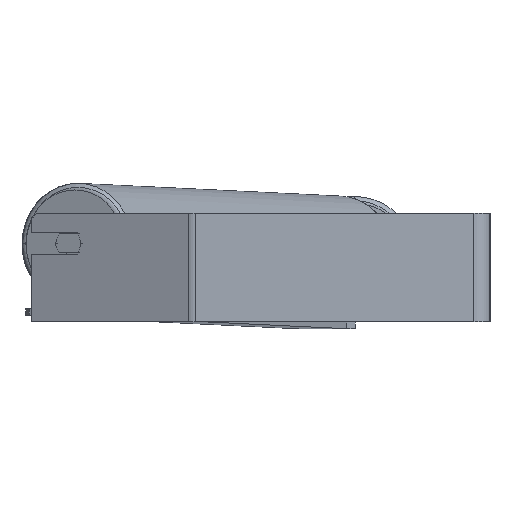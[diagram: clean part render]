
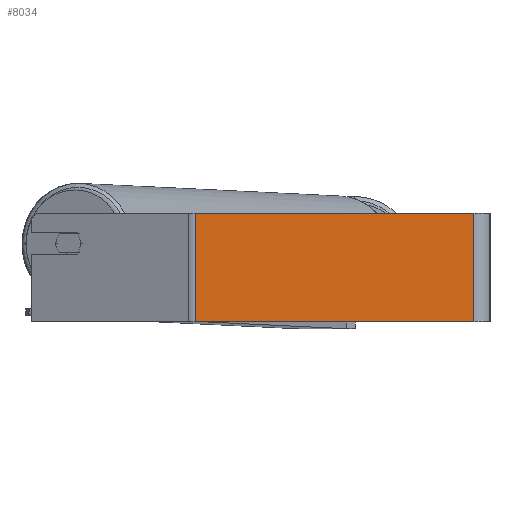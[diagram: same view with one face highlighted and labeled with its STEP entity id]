
A CAD part, left-side view. The second image highlights one B-rep face of the part: STEP entity #8034.
In plain terms, the highlighted planar face has unit normal (-1, 0, 0).
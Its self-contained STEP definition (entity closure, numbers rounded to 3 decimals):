
#114 = DIRECTION ( 'NONE',  ( 0., 0., -1. ) ) ;
#804 = ORIENTED_EDGE ( 'NONE', *, *, #8439, .T. ) ;
#922 = EDGE_CURVE ( 'NONE', #6181, #7720, #6620, .T. ) ;
#1210 = DIRECTION ( 'NONE',  ( 0., 0., -1. ) ) ;
#1597 = VECTOR ( 'NONE', #114, 1000. ) ;
#1611 = CARTESIAN_POINT ( 'NONE',  ( -745., 219.934, 40. ) ) ;
#1640 = CARTESIAN_POINT ( 'NONE',  ( -745., 12., 40. ) ) ;
#2233 = LINE ( 'NONE', #1611, #4647 ) ;
#2442 = PLANE ( 'NONE',  #7206 ) ;
#2497 = CARTESIAN_POINT ( 'NONE',  ( -745., 12., 40. ) ) ;
#3620 = VERTEX_POINT ( 'NONE', #2497 ) ;
#3676 = LINE ( 'NONE', #1640, #5275 ) ;
#4141 = ORIENTED_EDGE ( 'NONE', *, *, #4692, .F. ) ;
#4647 = VECTOR ( 'NONE', #5303, 1000. ) ;
#4692 = EDGE_CURVE ( 'NONE', #6181, #3620, #2233, .T. ) ;
#4996 = CARTESIAN_POINT ( 'NONE',  ( -745., 217.274, 40. ) ) ;
#5038 = EDGE_CURVE ( 'NONE', #3620, #7779, #3676, .T. ) ;
#5275 = VECTOR ( 'NONE', #6013, 1000. ) ;
#5303 = DIRECTION ( 'NONE',  ( 0., -1., 0. ) ) ;
#5333 = CARTESIAN_POINT ( 'NONE',  ( -745., 219.934, 40. ) ) ;
#5433 = LINE ( 'NONE', #6284, #6906 ) ;
#6013 = DIRECTION ( 'NONE',  ( 0., 0., -1. ) ) ;
#6181 = VERTEX_POINT ( 'NONE', #8091 ) ;
#6284 = CARTESIAN_POINT ( 'NONE',  ( -745., 219.934, -40. ) ) ;
#6620 = LINE ( 'NONE', #4996, #1597 ) ;
#6906 = VECTOR ( 'NONE', #7592, 1000. ) ;
#7010 = CARTESIAN_POINT ( 'NONE',  ( -745., 12., -40. ) ) ;
#7146 = ORIENTED_EDGE ( 'NONE', *, *, #5038, .F. ) ;
#7206 = AXIS2_PLACEMENT_3D ( 'NONE', #5333, #9032, #1210 ) ;
#7375 = ORIENTED_EDGE ( 'NONE', *, *, #922, .T. ) ;
#7493 = EDGE_LOOP ( 'NONE', ( #804, #7146, #4141, #7375 ) ) ;
#7592 = DIRECTION ( 'NONE',  ( 0., -1., 0. ) ) ;
#7720 = VERTEX_POINT ( 'NONE', #9045 ) ;
#7779 = VERTEX_POINT ( 'NONE', #7010 ) ;
#8034 = ADVANCED_FACE ( 'NONE', ( #8932 ), #2442, .F. ) ;
#8091 = CARTESIAN_POINT ( 'NONE',  ( -745., 217.274, 40. ) ) ;
#8439 = EDGE_CURVE ( 'NONE', #7720, #7779, #5433, .T. ) ;
#8932 = FACE_OUTER_BOUND ( 'NONE', #7493, .T. ) ;
#9032 = DIRECTION ( 'NONE',  ( 1., 0., 0. ) ) ;
#9045 = CARTESIAN_POINT ( 'NONE',  ( -745., 217.274, -40. ) ) ;
